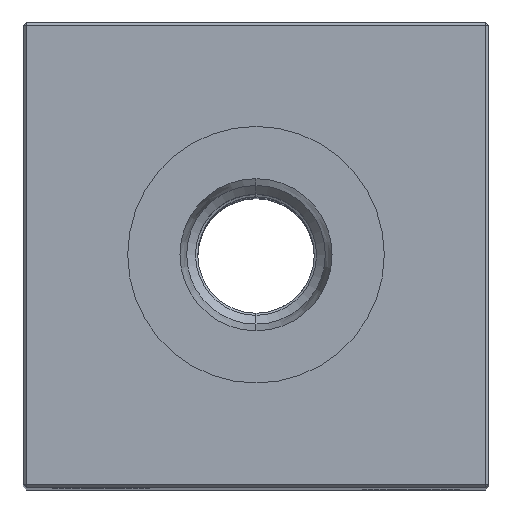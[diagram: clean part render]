
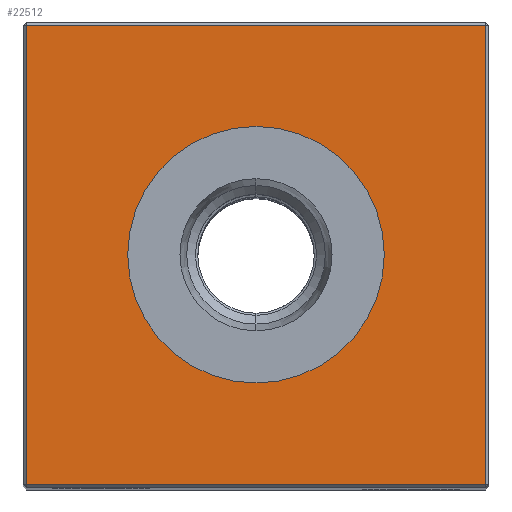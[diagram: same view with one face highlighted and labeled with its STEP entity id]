
A CAD part, top view. The second image highlights one B-rep face of the part: STEP entity #22512.
In plain terms, the highlighted planar face has unit normal (0, 0, 1).
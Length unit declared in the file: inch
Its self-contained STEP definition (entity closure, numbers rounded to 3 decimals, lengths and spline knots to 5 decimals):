
#960 = VECTOR ( 'NONE', #19611, 39.37008 ) ;
#1017 = EDGE_CURVE ( 'NONE', #16377, #12345, #26533, .T. ) ;
#1439 = DIRECTION ( 'NONE',  ( -1., 0., 0. ) ) ;
#2555 = FACE_OUTER_BOUND ( 'NONE', #14309, .T. ) ;
#2914 = AXIS2_PLACEMENT_3D ( 'NONE', #24589, #16072, #1439 ) ;
#4482 = PLANE ( 'NONE',  #6036 ) ;
#4863 = VERTEX_POINT ( 'NONE', #21489 ) ;
#5093 = CARTESIAN_POINT ( 'NONE',  ( 0., -0.74, 4.75 ) ) ;
#5598 = VECTOR ( 'NONE', #9220, 39.37008 ) ;
#5772 = DIRECTION ( 'NONE',  ( -1., 0., 0. ) ) ;
#6036 = AXIS2_PLACEMENT_3D ( 'NONE', #23379, #21316, #10759 ) ;
#6507 = ORIENTED_EDGE ( 'NONE', *, *, #8112, .T. ) ;
#6604 = VERTEX_POINT ( 'NONE', #24825 ) ;
#7149 = DIRECTION ( 'NONE',  ( -1., 0., 0. ) ) ;
#7574 = CARTESIAN_POINT ( 'NONE',  ( -0.74, 0., 4.75 ) ) ;
#7758 = ORIENTED_EDGE ( 'NONE', *, *, #1017, .T. ) ;
#7866 = VECTOR ( 'NONE', #19824, 39.37008 ) ;
#8112 = EDGE_CURVE ( 'NONE', #12345, #16377, #19290, .T. ) ;
#8546 = ORIENTED_EDGE ( 'NONE', *, *, #15625, .T. ) ;
#9220 = DIRECTION ( 'NONE',  ( 0., -1., 0. ) ) ;
#9892 = EDGE_CURVE ( 'NONE', #12142, #4863, #11241, .T. ) ;
#10759 = DIRECTION ( 'NONE',  ( -1., 0., 0. ) ) ;
#10882 = ORIENTED_EDGE ( 'NONE', *, *, #13675, .T. ) ;
#10971 = DIRECTION ( 'NONE',  ( 0., 0., -1. ) ) ;
#11165 = FACE_BOUND ( 'NONE', #15793, .T. ) ;
#11210 = CARTESIAN_POINT ( 'NONE',  ( 0., 0.41339, 4.75 ) ) ;
#11241 = LINE ( 'NONE', #5093, #960 ) ;
#12142 = VERTEX_POINT ( 'NONE', #22616 ) ;
#12345 = VERTEX_POINT ( 'NONE', #15179 ) ;
#13675 = EDGE_CURVE ( 'NONE', #4863, #25525, #22012, .T. ) ;
#14309 = EDGE_LOOP ( 'NONE', ( #25142, #15632, #10882, #8546 ) ) ;
#15179 = CARTESIAN_POINT ( 'NONE',  ( 0., -0.41339, 4.75 ) ) ;
#15324 = VECTOR ( 'NONE', #5772, 39.37008 ) ;
#15625 = EDGE_CURVE ( 'NONE', #25525, #6604, #20562, .T. ) ;
#15632 = ORIENTED_EDGE ( 'NONE', *, *, #9892, .T. ) ;
#15793 = EDGE_LOOP ( 'NONE', ( #7758, #6507 ) ) ;
#16072 = DIRECTION ( 'NONE',  ( 0., 0., -1. ) ) ;
#16161 = CARTESIAN_POINT ( 'NONE',  ( 0., 0.74, 4.75 ) ) ;
#16377 = VERTEX_POINT ( 'NONE', #11210 ) ;
#17695 = LINE ( 'NONE', #7574, #5598 ) ;
#19290 = CIRCLE ( 'NONE', #22801, 0.41339 ) ;
#19611 = DIRECTION ( 'NONE',  ( 1., 0., 0. ) ) ;
#19824 = DIRECTION ( 'NONE',  ( 0., 1., 0. ) ) ;
#20562 = LINE ( 'NONE', #16161, #15324 ) ;
#21316 = DIRECTION ( 'NONE',  ( 0., 0., -1. ) ) ;
#21489 = CARTESIAN_POINT ( 'NONE',  ( 0.74, -0.74, 4.75 ) ) ;
#22012 = LINE ( 'NONE', #23930, #7866 ) ;
#22108 = EDGE_CURVE ( 'NONE', #6604, #12142, #17695, .T. ) ;
#22171 = CARTESIAN_POINT ( 'NONE',  ( 0.74, 0.74, 4.75 ) ) ;
#22512 = ADVANCED_FACE ( 'NONE', ( #2555, #11165 ), #4482, .F. ) ;
#22616 = CARTESIAN_POINT ( 'NONE',  ( -0.74, -0.74, 4.75 ) ) ;
#22801 = AXIS2_PLACEMENT_3D ( 'NONE', #26036, #10971, #7149 ) ;
#23379 = CARTESIAN_POINT ( 'NONE',  ( 0., 0., 4.75 ) ) ;
#23930 = CARTESIAN_POINT ( 'NONE',  ( 0.74, 0., 4.75 ) ) ;
#24589 = CARTESIAN_POINT ( 'NONE',  ( 0., 0., 4.75 ) ) ;
#24825 = CARTESIAN_POINT ( 'NONE',  ( -0.74, 0.74, 4.75 ) ) ;
#25142 = ORIENTED_EDGE ( 'NONE', *, *, #22108, .T. ) ;
#25525 = VERTEX_POINT ( 'NONE', #22171 ) ;
#26036 = CARTESIAN_POINT ( 'NONE',  ( 0., 0., 4.75 ) ) ;
#26533 = CIRCLE ( 'NONE', #2914, 0.41339 ) ;
